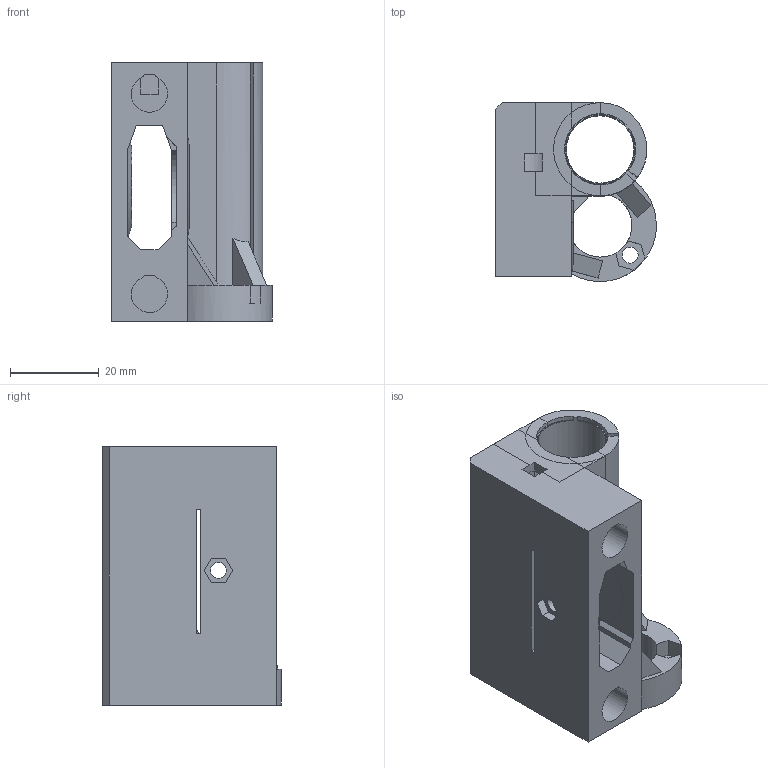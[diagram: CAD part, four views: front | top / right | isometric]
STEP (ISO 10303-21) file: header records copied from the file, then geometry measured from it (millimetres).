
FILE_DESCRIPTION(('FreeCAD Model'),'2;1');
FILE_NAME( 'x-end-idler.step', '2017-12-07T11:25:29',(''),(''),'Open CASCADE STEP processor 6.8', 'FreeCAD','Unknown');
FILE_SCHEMA(('AUTOMOTIVE_DESIGN_CC2 { 1 2 10303 214 -1 1 5 4 }'));
Length unit declared in the file: millimetre
Products named in the file (4): ASSEMBLY; mirrored_difference010; Group009; Cut003
Assembly tree (3 placements, depth 2):
  ASSEMBLY
    mirrored_difference010
    Group009
    Cut003
Bounding box: 36.12 x 40.12 x 58 mm (x, y, z)
Volume: 33360.5 mm3; surface area: 19532.5 mm2
Topology: 12 solids, 12 shells, 262 faces, 671 edges, 429 vertices
Faces by surface type: plane 196, cylinder 55, cone 11
Full cylindrical faces by diameter (mm): 3.6 x5, 6.2 x1, 10 x4, 14.289 x1, 15.232 x1
Entity records: 16720 total; most frequent: CARTESIAN_POINT 3731, DIRECTION 2260, ORIENTED_EDGE 1334, PCURVE 1334, DEFINITIONAL_REPRESENTATION 1334, LINE 1173, VECTOR 1173, EDGE_CURVE 667
